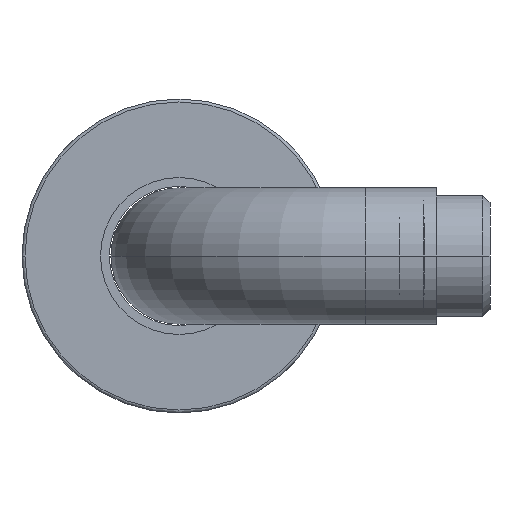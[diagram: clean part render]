
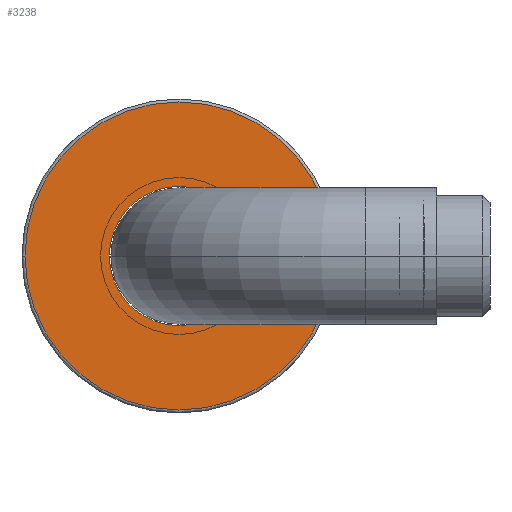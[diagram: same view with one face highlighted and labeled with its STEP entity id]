
A CAD part, left-side view. The second image highlights one B-rep face of the part: STEP entity #3238.
In plain terms, the highlighted face is planar.
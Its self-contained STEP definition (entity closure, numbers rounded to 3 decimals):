
#2981=CARTESIAN_POINT('',(18.,0.,0.));
#2982=DIRECTION('',(-1.,0.,0.));
#2983=DIRECTION('',(0.,1.,0.));
#2984=AXIS2_PLACEMENT_3D('',#2981,#2982,#2983);
#2986=CARTESIAN_POINT('',(18.,0.,0.));
#2987=DIRECTION('',(1.,0.,0.));
#2988=DIRECTION('',(0.,1.,0.));
#2989=AXIS2_PLACEMENT_3D('',#2986,#2987,#2988);
#2991=CARTESIAN_POINT('',(18.,0.,0.));
#2992=DIRECTION('',(-1.,0.,0.));
#2993=DIRECTION('',(0.,1.,0.));
#2994=AXIS2_PLACEMENT_3D('',#2991,#2992,#2993);
#2996=CARTESIAN_POINT('',(18.,0.,0.));
#2997=DIRECTION('',(-1.,0.,0.));
#2998=DIRECTION('',(0.,-1.,0.));
#2999=AXIS2_PLACEMENT_3D('',#2996,#2997,#2998);
#3186=CARTESIAN_POINT('',(18.,11.75,0.));
#3188=VERTEX_POINT('',#3186);
#3206=CARTESIAN_POINT('',(18.,-11.75,0.));
#3208=VERTEX_POINT('',#3206);
#3217=CARTESIAN_POINT('',(18.,26.,0.));
#3218=CARTESIAN_POINT('',(18.,-26.,0.));
#3219=VERTEX_POINT('',#3217);
#3220=VERTEX_POINT('',#3218);
#3221=CARTESIAN_POINT('',(18.,0.,0.));
#3222=DIRECTION('',(1.,0.,0.));
#3223=DIRECTION('',(0.,-1.,0.));
#3224=AXIS2_PLACEMENT_3D('',#3221,#3222,#3223);
#3225=PLANE('',#3224);
#3227=ORIENTED_EDGE('',*,*,#3226,.T.);
#3229=ORIENTED_EDGE('',*,*,#3228,.T.);
#3230=EDGE_LOOP('',(#3227,#3229));
#3231=FACE_OUTER_BOUND('',#3230,.F.);
#3233=ORIENTED_EDGE('',*,*,#3232,.F.);
#3235=ORIENTED_EDGE('',*,*,#3234,.T.);
#3236=EDGE_LOOP('',(#3233,#3235));
#3237=FACE_BOUND('',#3236,.F.);
#2985=CIRCLE('',#2984,11.75);
#2990=CIRCLE('',#2989,11.75);
#2995=CIRCLE('',#2994,26.);
#3000=CIRCLE('',#2999,26.);
#3226=EDGE_CURVE('',#3219,#3220,#2995,.T.);
#3228=EDGE_CURVE('',#3220,#3219,#3000,.T.);
#3232=EDGE_CURVE('',#3188,#3208,#2985,.T.);
#3234=EDGE_CURVE('',#3188,#3208,#2990,.T.);
#3238=ADVANCED_FACE('',(#3231,#3237),#3225,.T.);
